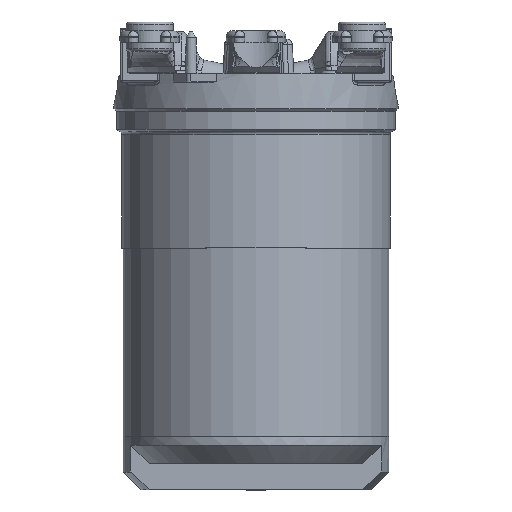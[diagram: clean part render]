
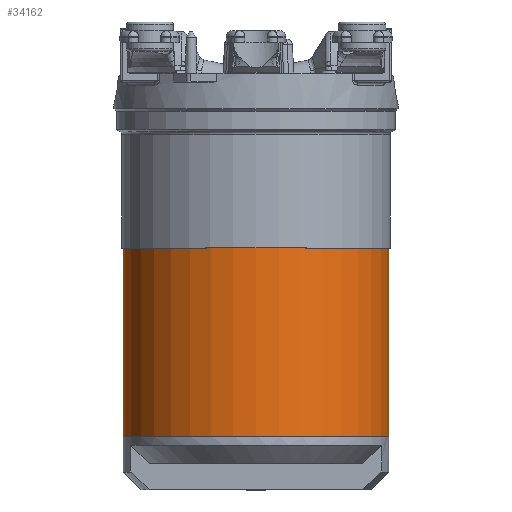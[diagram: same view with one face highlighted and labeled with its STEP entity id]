
A CAD part, top view. The second image highlights one B-rep face of the part: STEP entity #34162.
In plain terms, the highlighted cylindrical face has radius 45 mm (diameter 90 mm), a full revolution.
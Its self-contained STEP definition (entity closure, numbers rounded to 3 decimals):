
#7463=CYLINDRICAL_SURFACE('',#49674,45.);
#8104=ORIENTED_EDGE('',*,*,#18729,.F.);
#8105=ORIENTED_EDGE('',*,*,#18727,.T.);
#18727=EDGE_CURVE('',#24066,#24066,#27348,.T.);
#18729=EDGE_CURVE('',#24068,#24068,#27350,.T.);
#24066=VERTEX_POINT('',#61855);
#24068=VERTEX_POINT('',#61860);
#27348=CIRCLE('',#49672,45.);
#27350=CIRCLE('',#49675,45.);
#28765=EDGE_LOOP('',(#8104));
#28766=EDGE_LOOP('',(#8105));
#31079=FACE_BOUND('',#28765,.T.);
#31080=FACE_BOUND('',#28766,.T.);
#34162=ADVANCED_FACE('',(#31079,#31080),#7463,.T.);
#49672=AXIS2_PLACEMENT_3D('',#61854,#53015,#53016);
#49674=AXIS2_PLACEMENT_3D('',#61858,#53019,#53020);
#49675=AXIS2_PLACEMENT_3D('',#61859,#53021,#53022);
#53015=DIRECTION('',(0.,-1.,0.));
#53016=DIRECTION('',(0.,0.,1.));
#53019=DIRECTION('',(0.,-1.,0.));
#53020=DIRECTION('',(0.,0.,1.));
#53021=DIRECTION('',(0.,-1.,0.));
#53022=DIRECTION('',(0.,0.,1.));
#61854=CARTESIAN_POINT('',(0.,30.,0.));
#61855=CARTESIAN_POINT('',(0.,30.,45.));
#61858=CARTESIAN_POINT('',(0.,98.7,0.));
#61859=CARTESIAN_POINT('',(0.,-33.8,0.));
#61860=CARTESIAN_POINT('',(0.,-33.8,45.));
